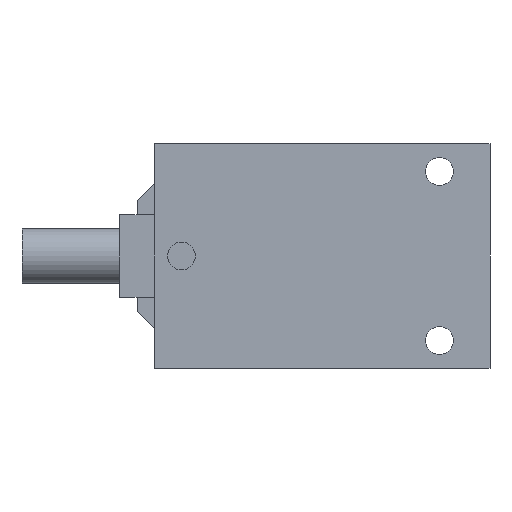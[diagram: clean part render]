
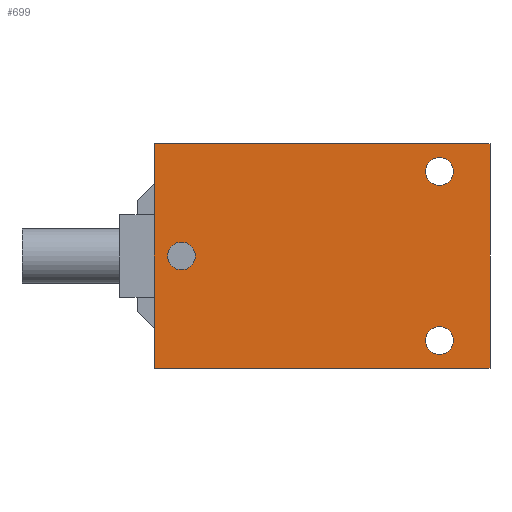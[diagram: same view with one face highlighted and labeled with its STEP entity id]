
A CAD part, front view. The second image highlights one B-rep face of the part: STEP entity #699.
In plain terms, the highlighted planar face has unit normal (0, -1, 0).
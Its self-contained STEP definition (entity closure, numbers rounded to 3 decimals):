
#17=FACE_BOUND('',#112,.T.);
#18=FACE_BOUND('',#113,.T.);
#19=FACE_BOUND('',#114,.T.);
#46=PLANE('',#761);
#77=FACE_OUTER_BOUND('',#111,.T.);
#111=EDGE_LOOP('',(#622,#623,#624,#625));
#112=EDGE_LOOP('',(#626));
#113=EDGE_LOOP('',(#627));
#114=EDGE_LOOP('',(#628));
#191=LINE('',#1104,#273);
#195=LINE('',#1110,#277);
#196=LINE('',#1113,#278);
#198=LINE('',#1116,#280);
#273=VECTOR('',#913,10.);
#277=VECTOR('',#919,10.);
#278=VECTOR('',#922,10.);
#280=VECTOR('',#926,10.);
#289=CIRCLE('',#752,1.588);
#290=CIRCLE('',#754,1.588);
#291=CIRCLE('',#756,1.588);
#348=VERTEX_POINT('',#1090);
#349=VERTEX_POINT('',#1094);
#350=VERTEX_POINT('',#1098);
#351=VERTEX_POINT('',#1102);
#352=VERTEX_POINT('',#1103);
#353=VERTEX_POINT('',#1108);
#354=VERTEX_POINT('',#1112);
#435=EDGE_CURVE('',#348,#348,#289,.T.);
#437=EDGE_CURVE('',#349,#349,#290,.T.);
#439=EDGE_CURVE('',#350,#350,#291,.T.);
#440=EDGE_CURVE('',#351,#352,#191,.T.);
#444=EDGE_CURVE('',#353,#351,#195,.T.);
#445=EDGE_CURVE('',#354,#353,#196,.T.);
#447=EDGE_CURVE('',#352,#354,#198,.T.);
#622=ORIENTED_EDGE('',*,*,#447,.F.);
#623=ORIENTED_EDGE('',*,*,#440,.F.);
#624=ORIENTED_EDGE('',*,*,#444,.F.);
#625=ORIENTED_EDGE('',*,*,#445,.F.);
#626=ORIENTED_EDGE('',*,*,#435,.T.);
#627=ORIENTED_EDGE('',*,*,#437,.T.);
#628=ORIENTED_EDGE('',*,*,#439,.T.);
#699=ADVANCED_FACE('',(#77,#17,#18,#19),#46,.F.);
#752=AXIS2_PLACEMENT_3D('',#1092,#899,#900);
#754=AXIS2_PLACEMENT_3D('',#1096,#904,#905);
#756=AXIS2_PLACEMENT_3D('',#1100,#909,#910);
#761=AXIS2_PLACEMENT_3D('',#1117,#927,#928);
#899=DIRECTION('center_axis',(0.,1.,0.));
#900=DIRECTION('ref_axis',(1.,0.,0.));
#904=DIRECTION('center_axis',(0.,1.,0.));
#905=DIRECTION('ref_axis',(1.,0.,0.));
#909=DIRECTION('center_axis',(0.,1.,0.));
#910=DIRECTION('ref_axis',(1.,0.,0.));
#913=DIRECTION('',(0.,0.,1.));
#919=DIRECTION('',(-1.,0.,0.));
#922=DIRECTION('',(0.,0.,-1.));
#926=DIRECTION('',(1.,0.,0.));
#927=DIRECTION('center_axis',(0.,1.,0.));
#928=DIRECTION('ref_axis',(0.,0.,1.));
#1090=CARTESIAN_POINT('',(11.863,0.,9.7));
#1092=CARTESIAN_POINT('Origin',(13.45,0.,9.7));
#1094=CARTESIAN_POINT('',(-17.738,0.,0.));
#1096=CARTESIAN_POINT('Origin',(-16.15,0.,0.));
#1098=CARTESIAN_POINT('',(11.863,0.,-9.7));
#1100=CARTESIAN_POINT('Origin',(13.45,0.,-9.7));
#1102=CARTESIAN_POINT('',(-19.25,0.,-12.9));
#1103=CARTESIAN_POINT('',(-19.25,0.,12.9));
#1104=CARTESIAN_POINT('',(-19.25,0.,-12.9));
#1108=CARTESIAN_POINT('',(19.25,0.,-12.9));
#1110=CARTESIAN_POINT('',(19.25,0.,-12.9));
#1112=CARTESIAN_POINT('',(19.25,0.,12.9));
#1113=CARTESIAN_POINT('',(19.25,0.,12.9));
#1116=CARTESIAN_POINT('',(-19.25,0.,12.9));
#1117=CARTESIAN_POINT('Origin',(0.,0.,0.));
